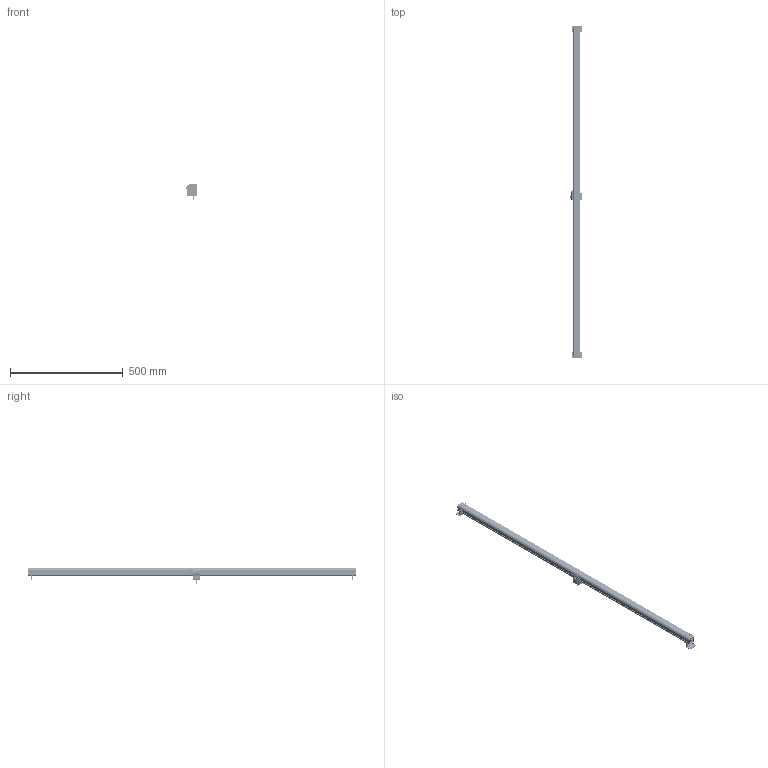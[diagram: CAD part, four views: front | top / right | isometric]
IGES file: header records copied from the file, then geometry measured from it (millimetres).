
Start section:  PTC IGES file: 141918.igs
Global section: file name: 141918.igs; native system: Creo Parametric by Parametric Technology Corporation; preprocessor: 2013230; author: pdmadmin; organization: Unknown; date: 20160226.082142; units: millimetre
Bounding box: 54.28 x 1470 x 69.93 mm (x, y, z)
Volume: 648525.3 mm3; surface area: 2246759.9 mm2
Topology: 28 solids, 36 shells, 8336 faces, 43125 edges, 53973 vertices
Faces by surface type: bspline 5388, revolution 2948
